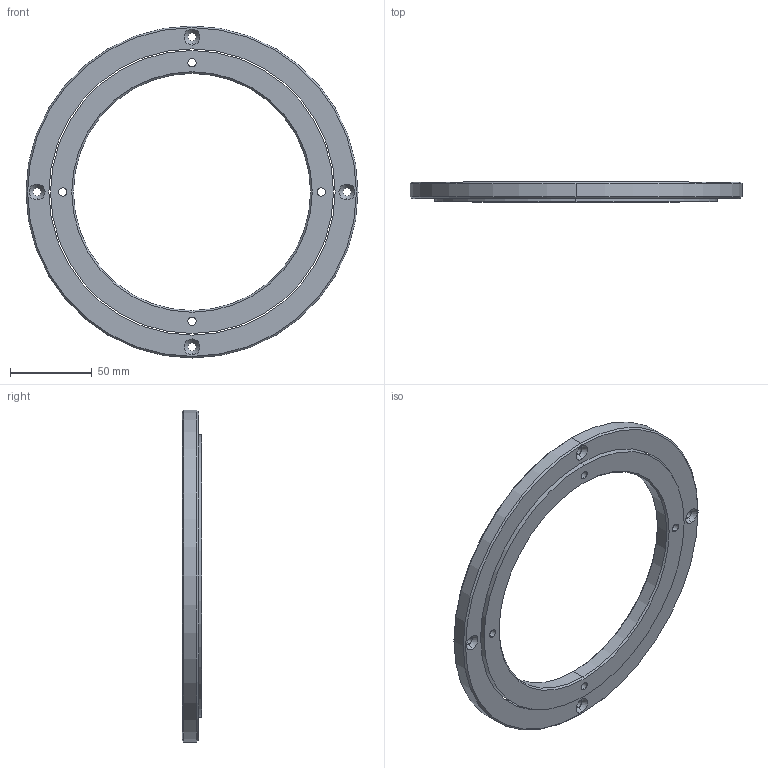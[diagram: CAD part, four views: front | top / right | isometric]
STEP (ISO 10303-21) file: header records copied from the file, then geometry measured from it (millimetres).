
FILE_DESCRIPTION (( 'STEP AP214' ), '1' );
FILE_NAME ('am-5039 145 mm ID 203 mm OD Turntable Bearing.STEP', '2025-10-01T13:48:41', ( '' ), ( '' ), 'SwSTEP 2.0', 'SolidWorks 2024', '' );
FILE_SCHEMA (( 'AUTOMOTIVE_DESIGN' ));
Length unit declared in the file: inch
Products named in the file (3): 203mm OD Turntable Outer Race; am-5039 145 mm ID 203 mm OD Turntable Bearing; 145mm ID Turntable Inner Race
Assembly tree (2 placements, depth 2):
  am-5039 145 mm ID 203 mm OD Turntable Bearing
    145mm ID Turntable Inner Race
    203mm OD Turntable Outer Race
Bounding box: 203 x 12 x 203 mm (x, y, z)
Volume: 149801.4 mm3; surface area: 52036.1 mm2
Topology: 2 solids, 2 shells, 52 faces, 120 edges, 72 vertices
Faces by surface type: cone 24, cylinder 24, plane 4
Entity records: 1622 total; most frequent: DIRECTION 306, CARTESIAN_POINT 249, ORIENTED_EDGE 240, AXIS2_PLACEMENT_3D 129, EDGE_CURVE 120, CIRCLE 72, VERTEX_POINT 72, EDGE_LOOP 72
